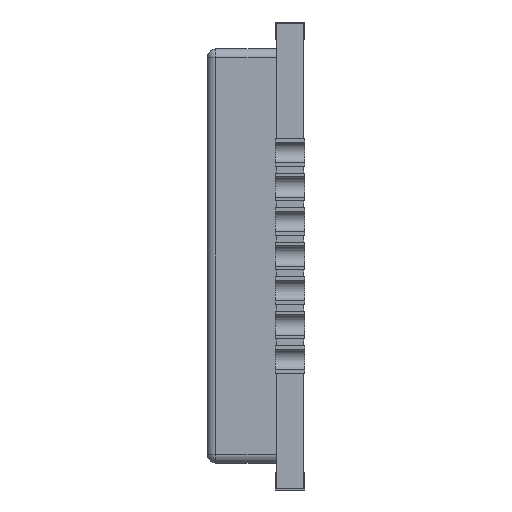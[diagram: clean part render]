
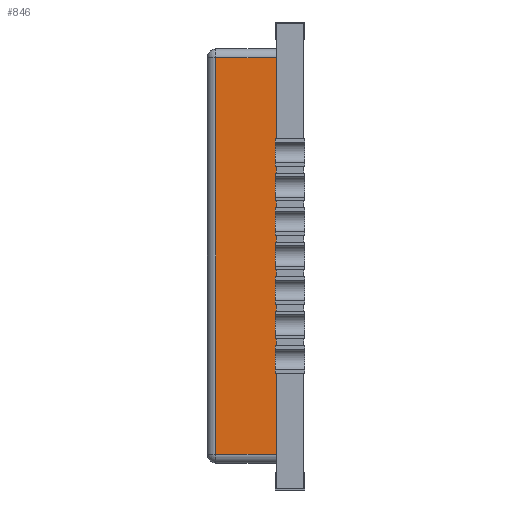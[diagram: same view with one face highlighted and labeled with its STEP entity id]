
A CAD part, left-side view. The second image highlights one B-rep face of the part: STEP entity #846.
In plain terms, the highlighted planar face has unit normal (-1, 0, 0).
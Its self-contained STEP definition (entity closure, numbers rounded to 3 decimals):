
#43 = ORIENTED_EDGE ( 'NONE', *, *, #2607, .T. ) ;
#345 = EDGE_CURVE ( 'NONE', #12979, #17528, #8133, .T. ) ;
#470 = CARTESIAN_POINT ( 'NONE',  ( -8.65, 2.55, 6. ) ) ;
#551 = LINE ( 'NONE', #4019, #4216 ) ;
#610 = ORIENTED_EDGE ( 'NONE', *, *, #12692, .T. ) ;
#846 = ADVANCED_FACE ( 'NONE', ( #16664 ), #2428, .F. ) ;
#1823 = DIRECTION ( 'NONE',  ( 0., 0., -1. ) ) ;
#2331 = VECTOR ( 'NONE', #7432, 1000. ) ;
#2428 = PLANE ( 'NONE',  #14515 ) ;
#2494 = DIRECTION ( 'NONE',  ( 1., 0., 0. ) ) ;
#2607 = EDGE_CURVE ( 'NONE', #9939, #12979, #551, .T. ) ;
#2861 = VECTOR ( 'NONE', #1823, 1000. ) ;
#3300 = LINE ( 'NONE', #470, #2861 ) ;
#3575 = CARTESIAN_POINT ( 'NONE',  ( -8.65, 2.55, 5.75 ) ) ;
#4019 = CARTESIAN_POINT ( 'NONE',  ( -8.65, 2.8, -5.75 ) ) ;
#4216 = VECTOR ( 'NONE', #5439, 1000. ) ;
#4384 = ORIENTED_EDGE ( 'NONE', *, *, #8570, .T. ) ;
#4554 = CARTESIAN_POINT ( 'NONE',  ( -8.65, 0.8, 6. ) ) ;
#5439 = DIRECTION ( 'NONE',  ( 0., -1., 0. ) ) ;
#6350 = ORIENTED_EDGE ( 'NONE', *, *, #345, .T. ) ;
#6761 = CARTESIAN_POINT ( 'NONE',  ( -8.65, 0.8, 5.75 ) ) ;
#6959 = CARTESIAN_POINT ( 'NONE',  ( -8.65, 0.8, -5.75 ) ) ;
#7432 = DIRECTION ( 'NONE',  ( 0., 1., 0. ) ) ;
#8133 = LINE ( 'NONE', #4554, #11756 ) ;
#8570 = EDGE_CURVE ( 'NONE', #14911, #9939, #3300, .T. ) ;
#9633 = LINE ( 'NONE', #14289, #2331 ) ;
#9939 = VERTEX_POINT ( 'NONE', #10139 ) ;
#9986 = DIRECTION ( 'NONE',  ( 0., 0., 1. ) ) ;
#10139 = CARTESIAN_POINT ( 'NONE',  ( -8.65, 2.55, -5.75 ) ) ;
#10691 = CARTESIAN_POINT ( 'NONE',  ( -8.65, 2.8, 6. ) ) ;
#11756 = VECTOR ( 'NONE', #9986, 1000. ) ;
#12053 = DIRECTION ( 'NONE',  ( 0., 0., -1. ) ) ;
#12692 = EDGE_CURVE ( 'NONE', #17528, #14911, #9633, .T. ) ;
#12979 = VERTEX_POINT ( 'NONE', #6959 ) ;
#14289 = CARTESIAN_POINT ( 'NONE',  ( -8.65, 2.8, 5.75 ) ) ;
#14515 = AXIS2_PLACEMENT_3D ( 'NONE', #10691, #2494, #12053 ) ;
#14911 = VERTEX_POINT ( 'NONE', #3575 ) ;
#15561 = EDGE_LOOP ( 'NONE', ( #6350, #610, #4384, #43 ) ) ;
#16664 = FACE_OUTER_BOUND ( 'NONE', #15561, .T. ) ;
#17528 = VERTEX_POINT ( 'NONE', #6761 ) ;
